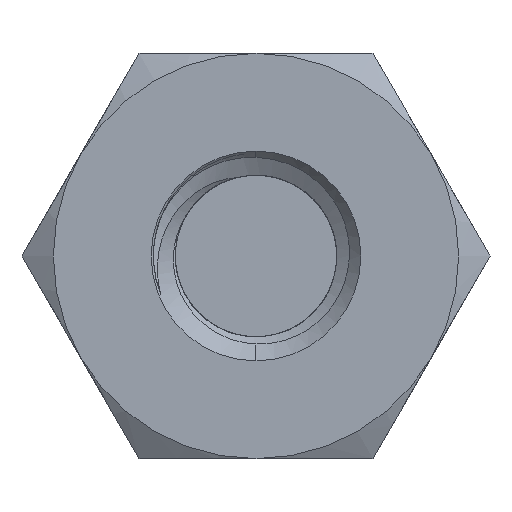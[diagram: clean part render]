
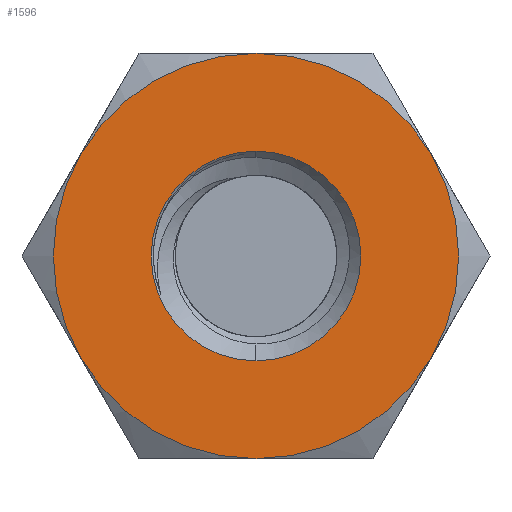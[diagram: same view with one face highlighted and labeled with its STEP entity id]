
A CAD part, left-side view. The second image highlights one B-rep face of the part: STEP entity #1596.
In plain terms, the highlighted planar face has unit normal (-1, 0, 0).
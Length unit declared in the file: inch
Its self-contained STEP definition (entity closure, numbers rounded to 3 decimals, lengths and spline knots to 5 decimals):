
#35 = CARTESIAN_POINT ( 'NONE',  ( -0.6875, 0., -0.1875 ) ) ;
#223 = DIRECTION ( 'NONE',  ( 0., 0., 1. ) ) ;
#314 = DIRECTION ( 'NONE',  ( 0., 0., -1. ) ) ;
#337 = EDGE_CURVE ( 'NONE', #3790, #6454, #2110, .T. ) ;
#522 = EDGE_CURVE ( 'NONE', #3085, #6454, #3349, .T. ) ;
#544 = CARTESIAN_POINT ( 'NONE',  ( -0.6875, 0., 0.1875 ) ) ;
#902 = EDGE_CURVE ( 'NONE', #3085, #3330, #6286, .T. ) ;
#942 = DIRECTION ( 'NONE',  ( 0., 0., 1. ) ) ;
#983 = ORIENTED_EDGE ( 'NONE', *, *, #2069, .F. ) ;
#1228 = CARTESIAN_POINT ( 'NONE',  ( -0.6875, 0., 0. ) ) ;
#1237 = CIRCLE ( 'NONE', #2051, 0.097 ) ;
#1278 = DIRECTION ( 'NONE',  ( -1., 0., 0. ) ) ;
#1396 = ORIENTED_EDGE ( 'NONE', *, *, #4293, .F. ) ;
#1556 = AXIS2_PLACEMENT_3D ( 'NONE', #3194, #3744, #4305 ) ;
#1596 = ADVANCED_FACE ( 'NONE', ( #5345, #3859 ), #6318, .F. ) ;
#1644 = CARTESIAN_POINT ( 'NONE',  ( -0.6875, 0., 0. ) ) ;
#1699 = AXIS2_PLACEMENT_3D ( 'NONE', #4777, #1978, #5868 ) ;
#1824 = AXIS2_PLACEMENT_3D ( 'NONE', #4127, #4159, #314 ) ;
#1978 = DIRECTION ( 'NONE',  ( 1., 0., 0. ) ) ;
#2011 = ORIENTED_EDGE ( 'NONE', *, *, #5247, .F. ) ;
#2029 = DIRECTION ( 'NONE',  ( -1., 0., 0. ) ) ;
#2051 = AXIS2_PLACEMENT_3D ( 'NONE', #3562, #3015, #223 ) ;
#2069 = EDGE_CURVE ( 'NONE', #3012, #5353, #3772, .T. ) ;
#2073 = CARTESIAN_POINT ( 'NONE',  ( -0.6875, 0., 0.097 ) ) ;
#2110 = CIRCLE ( 'NONE', #6209, 0.1875 ) ;
#2275 = ORIENTED_EDGE ( 'NONE', *, *, #902, .F. ) ;
#2306 = AXIS2_PLACEMENT_3D ( 'NONE', #6553, #7046, #4330 ) ;
#2487 = AXIS2_PLACEMENT_3D ( 'NONE', #1228, #1278, #6822 ) ;
#2592 = CARTESIAN_POINT ( 'NONE',  ( -0.6875, 0., 0. ) ) ;
#2718 = CIRCLE ( 'NONE', #1556, 0.1875 ) ;
#2731 = DIRECTION ( 'NONE',  ( 1., 0., 0. ) ) ;
#2829 = CARTESIAN_POINT ( 'NONE',  ( -0.6875, 0.16238, 0.09375 ) ) ;
#3012 = VERTEX_POINT ( 'NONE', #4681 ) ;
#3015 = DIRECTION ( 'NONE',  ( -1., 0., 0. ) ) ;
#3066 = AXIS2_PLACEMENT_3D ( 'NONE', #1644, #2731, #4503 ) ;
#3085 = VERTEX_POINT ( 'NONE', #544 ) ;
#3194 = CARTESIAN_POINT ( 'NONE',  ( -0.6875, 0., 0. ) ) ;
#3330 = VERTEX_POINT ( 'NONE', #4183 ) ;
#3349 = CIRCLE ( 'NONE', #2487, 0.1875 ) ;
#3494 = VERTEX_POINT ( 'NONE', #35 ) ;
#3562 = CARTESIAN_POINT ( 'NONE',  ( -0.6875, 0., 0. ) ) ;
#3584 = EDGE_LOOP ( 'NONE', ( #1396, #983 ) ) ;
#3665 = ORIENTED_EDGE ( 'NONE', *, *, #522, .T. ) ;
#3744 = DIRECTION ( 'NONE',  ( 1., 0., 0. ) ) ;
#3772 = CIRCLE ( 'NONE', #5228, 0.097 ) ;
#3790 = VERTEX_POINT ( 'NONE', #5849 ) ;
#3859 = FACE_OUTER_BOUND ( 'NONE', #6823, .T. ) ;
#4127 = CARTESIAN_POINT ( 'NONE',  ( -0.6875, 0.21651, 0. ) ) ;
#4130 = ORIENTED_EDGE ( 'NONE', *, *, #337, .F. ) ;
#4159 = DIRECTION ( 'NONE',  ( 1., 0., 0. ) ) ;
#4183 = CARTESIAN_POINT ( 'NONE',  ( -0.6875, -0.16238, 0.09375 ) ) ;
#4293 = EDGE_CURVE ( 'NONE', #5353, #3012, #1237, .T. ) ;
#4305 = DIRECTION ( 'NONE',  ( 0., 0., -1. ) ) ;
#4330 = DIRECTION ( 'NONE',  ( 0., 0., -1. ) ) ;
#4503 = DIRECTION ( 'NONE',  ( 0., 0., -1. ) ) ;
#4611 = EDGE_CURVE ( 'NONE', #5703, #3494, #6304, .T. ) ;
#4681 = CARTESIAN_POINT ( 'NONE',  ( -0.6875, 0., -0.097 ) ) ;
#4777 = CARTESIAN_POINT ( 'NONE',  ( -0.6875, 0., 0. ) ) ;
#4895 = DIRECTION ( 'NONE',  ( 0., 0., -1. ) ) ;
#5002 = ORIENTED_EDGE ( 'NONE', *, *, #5941, .F. ) ;
#5142 = CIRCLE ( 'NONE', #1699, 0.1875 ) ;
#5228 = AXIS2_PLACEMENT_3D ( 'NONE', #5379, #2029, #942 ) ;
#5247 = EDGE_CURVE ( 'NONE', #3494, #3790, #2718, .T. ) ;
#5345 = FACE_BOUND ( 'NONE', #3584, .T. ) ;
#5353 = VERTEX_POINT ( 'NONE', #2073 ) ;
#5379 = CARTESIAN_POINT ( 'NONE',  ( -0.6875, 0., 0. ) ) ;
#5703 = VERTEX_POINT ( 'NONE', #6141 ) ;
#5849 = CARTESIAN_POINT ( 'NONE',  ( -0.6875, 0.16238, -0.09375 ) ) ;
#5868 = DIRECTION ( 'NONE',  ( 0., 0., -1. ) ) ;
#5941 = EDGE_CURVE ( 'NONE', #3330, #5703, #5142, .T. ) ;
#6141 = CARTESIAN_POINT ( 'NONE',  ( -0.6875, -0.16238, -0.09375 ) ) ;
#6209 = AXIS2_PLACEMENT_3D ( 'NONE', #2592, #6520, #4895 ) ;
#6286 = CIRCLE ( 'NONE', #2306, 0.1875 ) ;
#6304 = CIRCLE ( 'NONE', #3066, 0.1875 ) ;
#6318 = PLANE ( 'NONE',  #1824 ) ;
#6454 = VERTEX_POINT ( 'NONE', #2829 ) ;
#6520 = DIRECTION ( 'NONE',  ( 1., 0., 0. ) ) ;
#6553 = CARTESIAN_POINT ( 'NONE',  ( -0.6875, 0., 0. ) ) ;
#6822 = DIRECTION ( 'NONE',  ( 0., 0., 1. ) ) ;
#6823 = EDGE_LOOP ( 'NONE', ( #2011, #7135, #5002, #2275, #3665, #4130 ) ) ;
#7046 = DIRECTION ( 'NONE',  ( 1., 0., 0. ) ) ;
#7135 = ORIENTED_EDGE ( 'NONE', *, *, #4611, .F. ) ;
